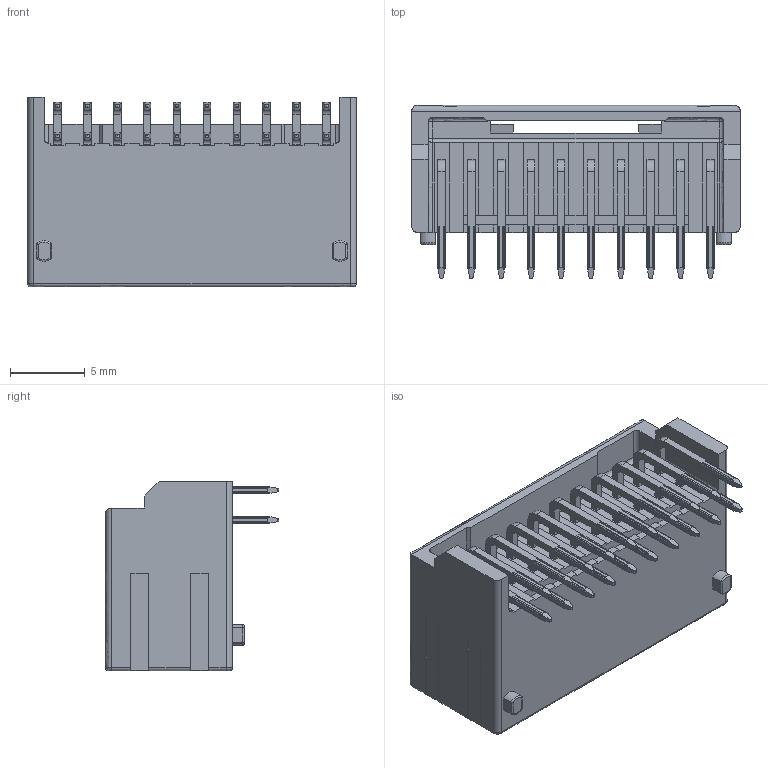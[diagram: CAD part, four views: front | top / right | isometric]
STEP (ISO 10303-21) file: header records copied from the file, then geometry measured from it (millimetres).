
FILE_DESCRIPTION( ('This file contains a STEP AP42 implementation' ,'as created by ZW3D STEP Interface translator.') ,'2;1' );
FILE_NAME( 'WF2013-2WRXXXTX1.stp' ,'24 327. 83346', (''), ('ZWCAD Software Co.'), 'Version 1.0', 'ZW3D to STEP translator', '' );
FILE_SCHEMA(('AUTOMOTIVE_DESIGN { 1 0 10303 214 1 1 1 1 }'));
Length unit declared in the file: millimetre
Products named in the file (2): 0; WF2013-2WRX10TX1
Bounding box: 22 x 11.6 x 12.7 mm (x, y, z)
Volume: 702.6 mm3; surface area: 2010.6 mm2
Topology: 1 solids, 1 shells, 1171 faces, 3044 edges, 1917 vertices
Faces by surface type: plane 791, cylinder 268, bspline 98, sphere 14
Entity records: 37673 total; most frequent: CARTESIAN_POINT 8558, ORIENTED_EDGE 6088, DIRECTION 5267, EDGE_CURVE 3044, VECTOR 2405, LINE 2405, VERTEX_POINT 1917, AXIS2_PLACEMENT_3D 1431
